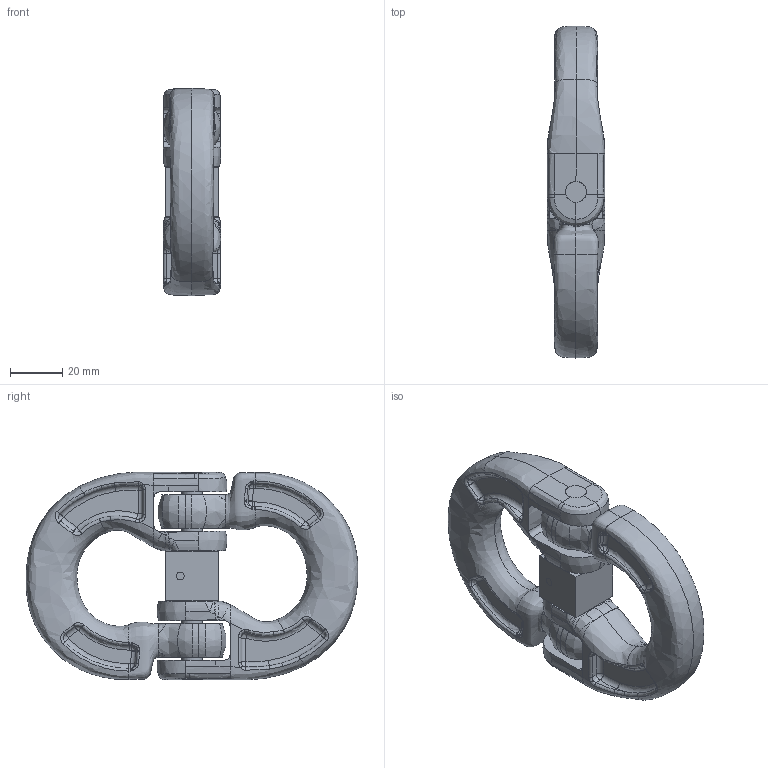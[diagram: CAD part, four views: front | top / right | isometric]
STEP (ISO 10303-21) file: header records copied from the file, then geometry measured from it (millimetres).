
FILE_DESCRIPTION(/* description */ (''),/* implementation_level */ '2;1');
FILE_NAME(/* name */ 'CLW 13 Kunddenmodell',/* time_stamp */ '2010-01-05T13:49:58+01:00',/* author */ (''),/* organization */ (''),/* preprocessor_version */ 'ST-DEVELOPER v9',/* originating_system */ 'UGS - NX 4.0',/* authorisation */ '');
FILE_SCHEMA (('AUTOMOTIVE_DESIGN { 1 0 10303 214 1 1 1 1 }'));
Length unit declared in the file: millimetre
Products named in the file (1): rit3AA4rfv3
Bounding box: 22.01 x 127.08 x 79.42 mm (x, y, z)
Volume: 101388.6 mm3; surface area: 32052.5 mm2
Topology: 5 solids, 5 shells, 495 faces, 1260 edges, 765 vertices
Faces by surface type: bspline 282, cylinder 72, plane 65, torus 40, cone 32, sphere 4
Full cylindrical faces by diameter (mm): 3 x2, 8 x8
Entity records: 30233 total; most frequent: CARTESIAN_POINT 20857, ORIENTED_EDGE 2466, EDGE_CURVE 1233, DIRECTION 1184, VERTEX_POINT 757, B_SPLINE_CURVE_WITH_KNOTS 735, EDGE_LOOP 520, AXIS2_PLACEMENT_3D 508
